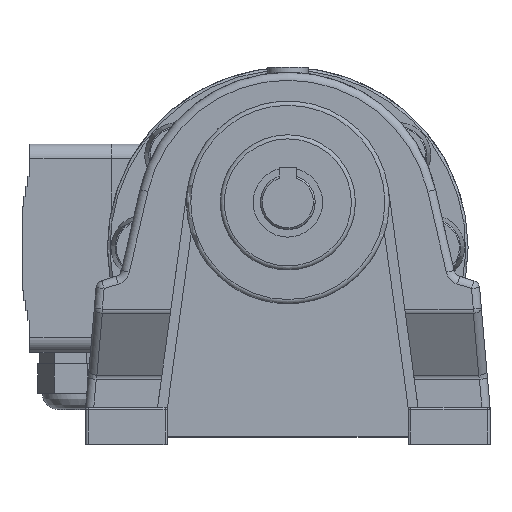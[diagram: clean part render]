
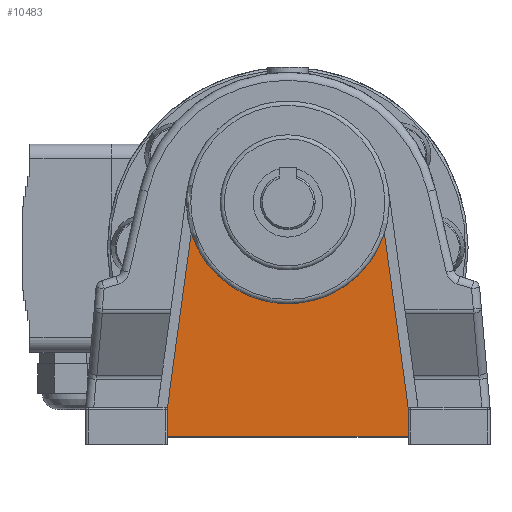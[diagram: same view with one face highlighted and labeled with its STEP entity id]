
A CAD part, top view. The second image highlights one B-rep face of the part: STEP entity #10483.
In plain terms, the highlighted planar face has unit normal (0, 0, 1).
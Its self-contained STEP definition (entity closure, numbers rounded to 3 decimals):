
#96=PLANE($,#11224);
#585=LINE($,#15533,#1755);
#604=LINE($,#15581,#1774);
#615=LINE($,#15604,#1785);
#687=LINE($,#15897,#1857);
#690=LINE($,#15904,#1860);
#1755=VECTOR($,#12223,97.);
#1774=VECTOR($,#12258,12.);
#1785=VECTOR($,#12275,12.);
#1857=VECTOR($,#12517,70.737);
#1860=VECTOR($,#12526,70.737);
#3192=FACE_OUTER_BOUND($,#3836,.T.);
#3836=EDGE_LOOP($,(#7789,#7790,#7791,#7792,#7793,#7794));
#4571=CIRCLE($,#11222,40.875);
#4895=VERTEX_POINT($,#15530);
#4896=VERTEX_POINT($,#15532);
#4917=VERTEX_POINT($,#15579);
#4926=VERTEX_POINT($,#15603);
#4988=VERTEX_POINT($,#15896);
#4989=VERTEX_POINT($,#15900);
#5928=EDGE_CURVE($,#4896,#4895,#585,.T.);
#5952=EDGE_CURVE($,#4895,#4917,#604,.T.);
#5964=EDGE_CURVE($,#4926,#4896,#615,.T.);
#6082=EDGE_CURVE($,#4988,#4926,#687,.T.);
#6084=EDGE_CURVE($,#4989,#4988,#4571,.T.);
#6086=EDGE_CURVE($,#4917,#4989,#690,.T.);
#7789=ORIENTED_EDGE($,*,*,#5964,.T.);
#7790=ORIENTED_EDGE($,*,*,#5928,.T.);
#7791=ORIENTED_EDGE($,*,*,#5952,.T.);
#7792=ORIENTED_EDGE($,*,*,#6086,.T.);
#7793=ORIENTED_EDGE($,*,*,#6084,.T.);
#7794=ORIENTED_EDGE($,*,*,#6082,.T.);
#10483=ADVANCED_FACE($,(#3192),#96,.T.);
#11222=AXIS2_PLACEMENT_3D($,#15901,#12521,#12522);
#11224=AXIS2_PLACEMENT_3D($,#15905,#12527,#12528);
#12223=DIRECTION($,(1.,0.,0.));
#12258=DIRECTION($,(0.,1.,0.));
#12275=DIRECTION($,(0.,-1.,0.));
#12517=DIRECTION($,(-0.135,-0.991,0.));
#12521=DIRECTION('center_axis',(0.,0.,-1.));
#12522=DIRECTION('ref_axis',(1.,0.,0.));
#12526=DIRECTION($,(-0.135,0.991,0.));
#12527=DIRECTION('center_axis',(0.,0.,1.));
#12528=DIRECTION('ref_axis',(1.,0.,0.));
#15530=CARTESIAN_POINT('',(48.5,-94.5,-9.009));
#15532=CARTESIAN_POINT('',(-48.5,-94.5,-9.009));
#15533=CARTESIAN_POINT($,(-48.5,-94.5,-9.009));
#15579=CARTESIAN_POINT('',(48.5,-82.5,-9.009));
#15581=CARTESIAN_POINT($,(48.5,-94.5,-9.009));
#15603=CARTESIAN_POINT('',(-48.5,-82.5,-9.009));
#15604=CARTESIAN_POINT($,(-48.5,-82.5,-9.009));
#15896=CARTESIAN_POINT('',(-38.945,-12.411,-9.009));
#15897=CARTESIAN_POINT($,(-38.945,-12.411,-9.009));
#15900=CARTESIAN_POINT('',(38.945,-12.411,-9.009));
#15901=CARTESIAN_POINT('Origin',(0.,0.,-9.009));
#15904=CARTESIAN_POINT($,(48.5,-82.5,-9.009));
#15905=CARTESIAN_POINT('Origin',(0.,0.,-9.009));
